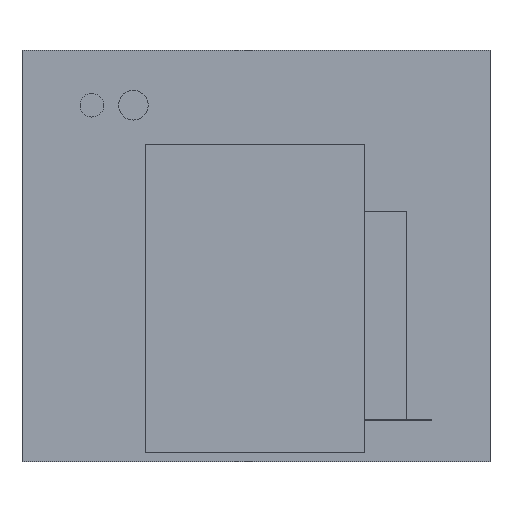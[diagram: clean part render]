
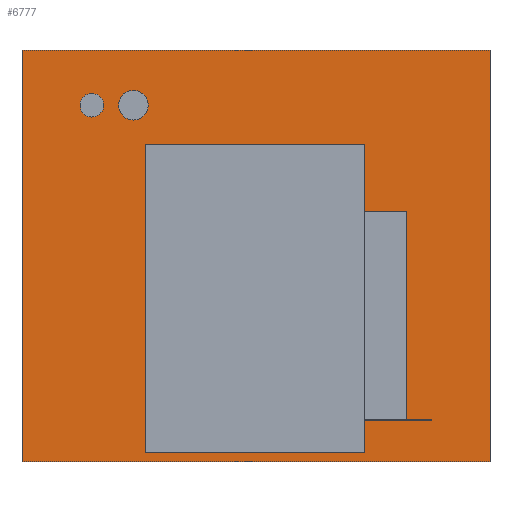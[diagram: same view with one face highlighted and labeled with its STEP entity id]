
A CAD part, front view. The second image highlights one B-rep face of the part: STEP entity #6777.
In plain terms, the highlighted planar face has unit normal (0, -1, 0).
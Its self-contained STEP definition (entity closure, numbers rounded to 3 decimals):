
#54=FACE_BOUND('',#633,.T.);
#55=FACE_BOUND('',#634,.T.);
#66=CIRCLE('',#7237,20.);
#68=CIRCLE('',#7241,25.);
#221=FACE_OUTER_BOUND('',#632,.T.);
#632=EDGE_LOOP('',(#4525,#4526,#4527,#4528));
#633=EDGE_LOOP('',(#4529));
#634=EDGE_LOOP('',(#4530));
#1064=LINE('',#9634,#1966);
#1066=LINE('',#9638,#1968);
#1068=LINE('',#9642,#1970);
#1070=LINE('',#9645,#1972);
#1966=VECTOR('',#7778,10.);
#1968=VECTOR('',#7782,10.);
#1970=VECTOR('',#7786,10.);
#1972=VECTOR('',#7790,10.);
#2846=VERTEX_POINT('',#9585);
#2848=VERTEX_POINT('',#9592);
#2861=VERTEX_POINT('',#9631);
#2862=VERTEX_POINT('',#9633);
#2863=VERTEX_POINT('',#9637);
#2864=VERTEX_POINT('',#9641);
#3495=EDGE_CURVE('',#2846,#2846,#66,.T.);
#3498=EDGE_CURVE('',#2848,#2848,#68,.T.);
#3516=EDGE_CURVE('',#2862,#2861,#1064,.T.);
#3518=EDGE_CURVE('',#2863,#2862,#1066,.T.);
#3520=EDGE_CURVE('',#2864,#2863,#1068,.T.);
#3522=EDGE_CURVE('',#2861,#2864,#1070,.T.);
#4525=ORIENTED_EDGE('',*,*,#3522,.T.);
#4526=ORIENTED_EDGE('',*,*,#3520,.T.);
#4527=ORIENTED_EDGE('',*,*,#3518,.T.);
#4528=ORIENTED_EDGE('',*,*,#3516,.T.);
#4529=ORIENTED_EDGE('',*,*,#3495,.T.);
#4530=ORIENTED_EDGE('',*,*,#3498,.T.);
#6397=PLANE('',#7253);
#6777=ADVANCED_FACE('',(#221,#54,#55),#6397,.T.);
#7237=AXIS2_PLACEMENT_3D('',#9587,#7734,#7735);
#7241=AXIS2_PLACEMENT_3D('',#9594,#7743,#7744);
#7253=AXIS2_PLACEMENT_3D('',#9646,#7791,#7792);
#7734=DIRECTION('center_axis',(0.,1.,0.));
#7735=DIRECTION('ref_axis',(1.,0.,0.));
#7743=DIRECTION('center_axis',(0.,1.,0.));
#7744=DIRECTION('ref_axis',(1.,0.,0.));
#7778=DIRECTION('',(0.,0.,-1.));
#7782=DIRECTION('',(-1.,0.,0.));
#7786=DIRECTION('',(0.,0.,1.));
#7790=DIRECTION('',(1.,0.,0.));
#7791=DIRECTION('center_axis',(0.,-1.,0.));
#7792=DIRECTION('ref_axis',(0.,0.,-1.));
#9585=CARTESIAN_POINT('',(-297.,-370.,254.5));
#9587=CARTESIAN_POINT('Origin',(-277.,-370.,254.5));
#9592=CARTESIAN_POINT('',(-232.,-370.,254.5));
#9594=CARTESIAN_POINT('Origin',(-207.,-370.,254.5));
#9631=CARTESIAN_POINT('',(-395.,-370.,-347.5));
#9633=CARTESIAN_POINT('',(-395.,-370.,347.5));
#9634=CARTESIAN_POINT('',(-395.,-370.,-347.5));
#9637=CARTESIAN_POINT('',(395.,-370.,347.5));
#9638=CARTESIAN_POINT('',(-395.,-370.,347.5));
#9641=CARTESIAN_POINT('',(395.,-370.,-347.5));
#9642=CARTESIAN_POINT('',(395.,-370.,347.5));
#9645=CARTESIAN_POINT('',(395.,-370.,-347.5));
#9646=CARTESIAN_POINT('Origin',(0.,-370.,0.));
